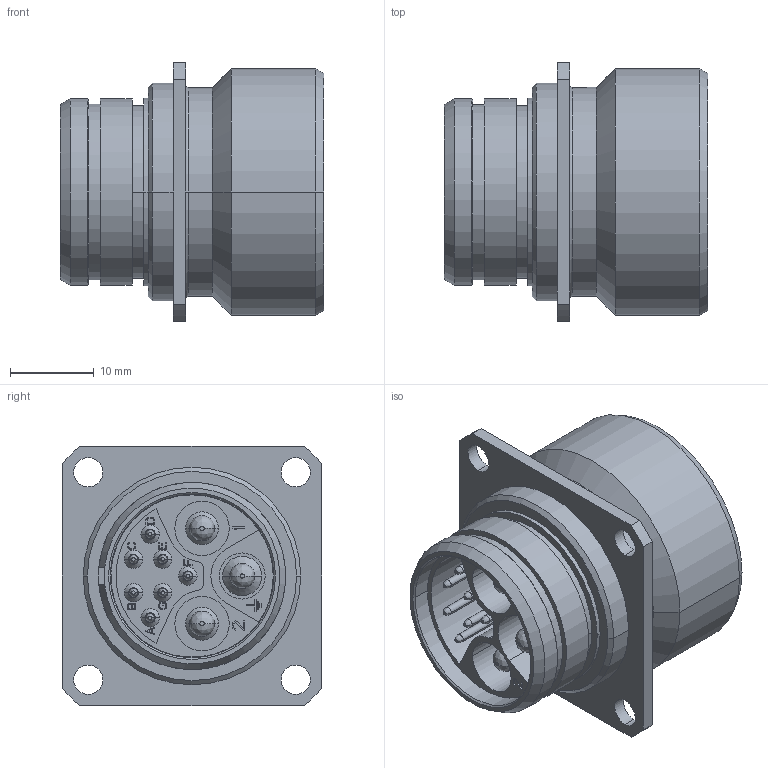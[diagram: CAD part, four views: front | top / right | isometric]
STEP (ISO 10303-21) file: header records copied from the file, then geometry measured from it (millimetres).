
FILE_DESCRIPTION((''),'2;1');
FILE_NAME('1331ER410AMS','2024-08-22T15:19:01',('paultorloting'),('NET AG system integration'),'CREO PARAMETRIC BY PTC INC, 2021404','CREO PARAMETRIC BY PTC INC, 2021404','');
FILE_SCHEMA(('AUTOMOTIVE_DESIGN { 1 0 10303 214 1 1 1 1 }'));
Length unit declared in the file: millimetre
Products named in the file (1): 1331ER410AMS
Bounding box: 31.5 x 31 x 31 mm (x, y, z)
Volume: 11102.8 mm3; surface area: 11411.4 mm2
Topology: 1 solids, 1 shells, 985 faces, 2509 edges, 1636 vertices
Faces by surface type: plane 667, cylinder 196, cone 71, bspline 26, torus 25
Entity records: 41390 total; most frequent: CARTESIAN_POINT 10108, ORIENTED_EDGE 5018, DIRECTION 4916, EDGE_CURVE 2509, VECTOR 1871, LINE 1871, VERTEX_POINT 1636, AXIS2_PLACEMENT_3D 1521
